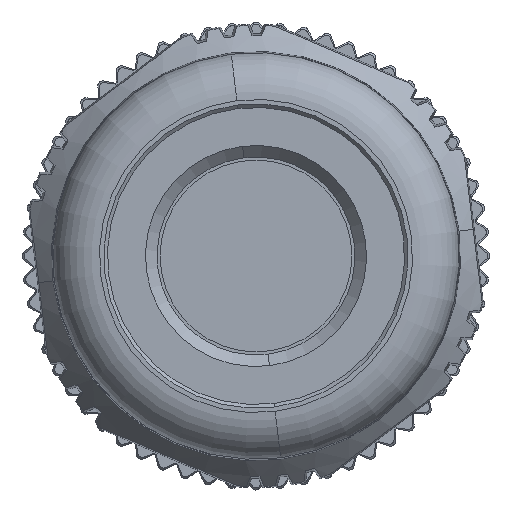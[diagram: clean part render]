
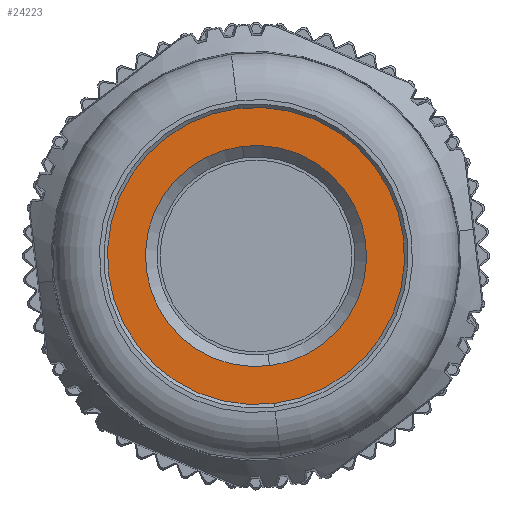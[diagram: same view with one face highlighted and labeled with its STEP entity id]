
A CAD part, front view. The second image highlights one B-rep face of the part: STEP entity #24223.
In plain terms, the highlighted planar face has unit normal (0, -1, 0).
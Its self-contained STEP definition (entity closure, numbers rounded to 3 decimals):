
#6144=CARTESIAN_POINT('',(0.,-50.994,0.));
#6145=DIRECTION('',(0.,1.,0.));
#6146=DIRECTION('',(0.122,0.,-0.993));
#6147=AXIS2_PLACEMENT_3D('',#6144,#6145,#6146);
#6149=CARTESIAN_POINT('',(0.,-50.994,
0.));
#6150=DIRECTION('',(0.,1.,0.));
#6151=DIRECTION('',(-0.122,0.,0.993));
#6152=AXIS2_PLACEMENT_3D('',#6149,#6150,#6151);
#6154=CARTESIAN_POINT('',(0.,-50.994,0.));
#6155=DIRECTION('',(0.,-1.,0.));
#6156=DIRECTION('',(-0.122,0.,0.993));
#6157=AXIS2_PLACEMENT_3D('',#6154,#6155,#6156);
#6159=CARTESIAN_POINT('',(0.,-50.994,0.));
#6160=DIRECTION('',(0.,-1.,0.));
#6161=DIRECTION('',(0.122,0.,-0.993));
#6162=AXIS2_PLACEMENT_3D('',#6159,#6160,#6161);
#18243=CARTESIAN_POINT('',(-0.774,-50.994,
6.303));
#18244=VERTEX_POINT('',#18243);
#18245=CARTESIAN_POINT('',(0.774,-50.994,
-6.303));
#18246=VERTEX_POINT('',#18245);
#18247=CARTESIAN_POINT('',(-0.576,-50.994,
4.69));
#18248=CARTESIAN_POINT('',(0.576,-50.994,
-4.69));
#18249=VERTEX_POINT('',#18247);
#18250=VERTEX_POINT('',#18248);
#24208=CARTESIAN_POINT('',(0.,-50.994,0.));
#24209=DIRECTION('',(0.,-1.,0.));
#24210=DIRECTION('',(0.122,0.,-0.993));
#24211=AXIS2_PLACEMENT_3D('',#24208,#24209,#24210);
#24212=PLANE('',#24211);
#24213=ORIENTED_EDGE('',*,*,#24188,.T.);
#24214=ORIENTED_EDGE('',*,*,#24202,.T.);
#24215=EDGE_LOOP('',(#24213,#24214));
#24216=FACE_OUTER_BOUND('',#24215,.F.);
#24218=ORIENTED_EDGE('',*,*,#24217,.T.);
#24220=ORIENTED_EDGE('',*,*,#24219,.T.);
#24221=EDGE_LOOP('',(#24218,#24220));
#24222=FACE_BOUND('',#24221,.F.);
#24223=ADVANCED_FACE('',(#24216,#24222),#24212,.T.);
#6148=CIRCLE('',#6147,6.35);
#6153=CIRCLE('',#6152,6.35);
#6158=CIRCLE('',#6157,4.725);
#6163=CIRCLE('',#6162,4.725);
#24188=EDGE_CURVE('',#18246,#18244,#6148,.T.);
#24202=EDGE_CURVE('',#18244,#18246,#6153,.T.);
#24217=EDGE_CURVE('',#18249,#18250,#6158,.T.);
#24219=EDGE_CURVE('',#18250,#18249,#6163,.T.);
